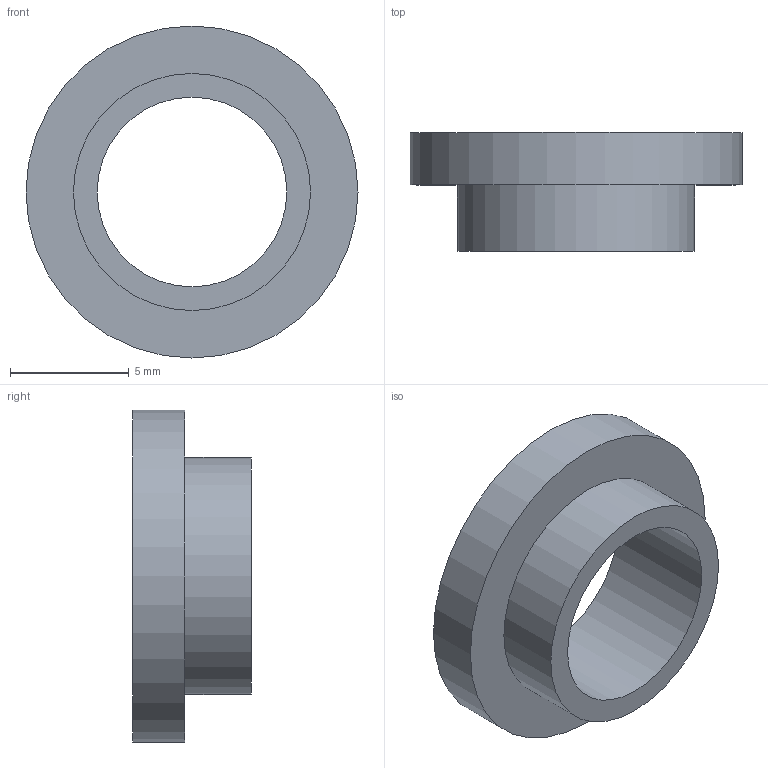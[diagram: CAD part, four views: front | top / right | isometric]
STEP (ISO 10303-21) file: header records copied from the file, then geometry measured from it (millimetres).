
FILE_DESCRIPTION(('FreeCAD Model'),'2;1');
FILE_NAME('Open CASCADE Shape Model','2023-02-20T21:05:46',(''),(''), 'Open CASCADE STEP processor 7.6','FreeCAD','Unknown');
FILE_SCHEMA(('AUTOMOTIVE_DESIGN { 1 0 10303 214 1 1 1 1 }'));
Length unit declared in the file: millimetre
Products named in the file (1): внуиренняя шайба большого ролика
Bounding box: 14 x 5 x 14 mm (x, y, z)
Volume: 307.2 mm3; surface area: 517.7 mm2
Topology: 1 solids, 1 shells, 6 faces, 9 edges, 6 vertices
Faces by surface type: plane 3, cylinder 3
Full cylindrical faces by diameter (mm): 8 x1, 10 x1, 14 x1
Entity records: 282 total; most frequent: DIRECTION 47, CARTESIAN_POINT 40, ORIENTED_EDGE 18, PCURVE 18, DEFINITIONAL_REPRESENTATION 18, LINE 15, VECTOR 15, AXIS2_PLACEMENT_3D 13
